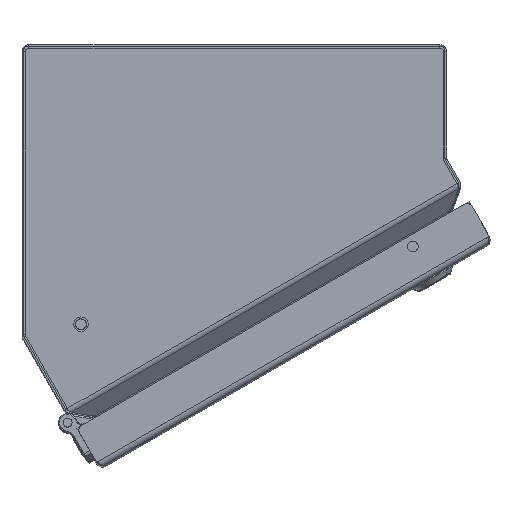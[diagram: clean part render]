
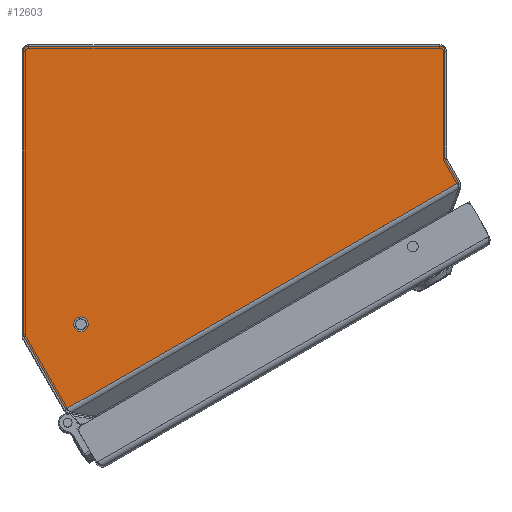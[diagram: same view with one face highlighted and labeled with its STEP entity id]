
A CAD part, top view. The second image highlights one B-rep face of the part: STEP entity #12603.
In plain terms, the highlighted planar face has unit normal (0, 0, 1).
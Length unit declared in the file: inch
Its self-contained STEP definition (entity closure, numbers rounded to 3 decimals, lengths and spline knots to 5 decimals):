
#643 = VERTEX_POINT ( 'NONE', #4876 ) ;
#2792 = VECTOR ( 'NONE', #65220, 39.37008 ) ;
#3337 = ORIENTED_EDGE ( 'NONE', *, *, #70465, .T. ) ;
#3536 = LINE ( 'NONE', #27774, #54999 ) ;
#4876 = CARTESIAN_POINT ( 'NONE',  ( -3.69095, -3.08615, 8. ) ) ;
#4928 = AXIS2_PLACEMENT_3D ( 'NONE', #77607, #21336, #57120 ) ;
#5279 = DIRECTION ( 'NONE',  ( -0.866, -0.5, 0. ) ) ;
#5969 = VERTEX_POINT ( 'NONE', #75579 ) ;
#6581 = EDGE_CURVE ( 'NONE', #31278, #65008, #75334, .T. ) ;
#7517 = LINE ( 'NONE', #32575, #63388 ) ;
#8412 = EDGE_CURVE ( 'NONE', #16098, #36411, #52778, .T. ) ;
#8742 = CARTESIAN_POINT ( 'NONE',  ( -0.00001, 0., 8. ) ) ;
#8763 = DIRECTION ( 'NONE',  ( -1., 0., 0. ) ) ;
#9001 = EDGE_LOOP ( 'NONE', ( #55486, #51396 ) ) ;
#10520 = CARTESIAN_POINT ( 'NONE',  ( -2.68915, -2.8974, 8. ) ) ;
#10931 = EDGE_CURVE ( 'NONE', #24593, #16098, #36529, .T. ) ;
#11244 = EDGE_LOOP ( 'NONE', ( #14228, #32717, #64923, #3337, #33100, #76834, #66617, #77918, #25537, #45881, #51456, #75790 ) ) ;
#12603 = ADVANCED_FACE ( 'NONE', ( #72018, #15676 ), #71189, .T. ) ;
#14228 = ORIENTED_EDGE ( 'NONE', *, *, #68182, .F. ) ;
#15279 = AXIS2_PLACEMENT_3D ( 'NONE', #8742, #76917, #77317 ) ;
#15676 = FACE_OUTER_BOUND ( 'NONE', #11244, .T. ) ;
#16098 = VERTEX_POINT ( 'NONE', #69925 ) ;
#16722 = VECTOR ( 'NONE', #45813, 39.37008 ) ;
#16993 = CARTESIAN_POINT ( 'NONE',  ( -2.95015, -4.38532, 8. ) ) ;
#17546 = CARTESIAN_POINT ( 'NONE',  ( 3.75095, 0.00803, 8. ) ) ;
#17697 = CARTESIAN_POINT ( 'NONE',  ( -2.95015, -4.38532, 8. ) ) ;
#18113 = CARTESIAN_POINT ( 'NONE',  ( 3.69095, 1.91, 8. ) ) ;
#18217 = EDGE_CURVE ( 'NONE', #60105, #44859, #7517, .T. ) ;
#19748 = DIRECTION ( 'NONE',  ( 0., 0., 1. ) ) ;
#20177 = CARTESIAN_POINT ( 'NONE',  ( -3.6789, -3.1231, 8. ) ) ;
#21336 = DIRECTION ( 'NONE',  ( 0., 0., 1. ) ) ;
#21962 = CARTESIAN_POINT ( 'NONE',  ( 3.69095, 0.00803, 8. ) ) ;
#23860 = LINE ( 'NONE', #17697, #77811 ) ;
#24213 = VECTOR ( 'NONE', #25332, 39.37008 ) ;
#24593 = VERTEX_POINT ( 'NONE', #38299 ) ;
#24757 = CARTESIAN_POINT ( 'NONE',  ( -2.78565, -2.8974, 8. ) ) ;
#25332 = DIRECTION ( 'NONE',  ( -0.866, -0.5, 0. ) ) ;
#25537 = ORIENTED_EDGE ( 'NONE', *, *, #53957, .F. ) ;
#26304 = CARTESIAN_POINT ( 'NONE',  ( -3.68291, -3.11615, 8. ) ) ;
#27385 = CARTESIAN_POINT ( 'NONE',  ( 3.69899, -0.02197, 8. ) ) ;
#27774 = CARTESIAN_POINT ( 'NONE',  ( -3.69095, 1.91, 8. ) ) ;
#28726 = EDGE_CURVE ( 'NONE', #44859, #66162, #73082, .T. ) ;
#28771 = CARTESIAN_POINT ( 'NONE',  ( -3.6789, -3.1231, 8. ) ) ;
#29718 = DIRECTION ( 'NONE',  ( 0., 0., -1. ) ) ;
#31278 = VERTEX_POINT ( 'NONE', #24757 ) ;
#32575 = CARTESIAN_POINT ( 'NONE',  ( 3.703, -0.02892, 8. ) ) ;
#32717 = ORIENTED_EDGE ( 'NONE', *, *, #80960, .T. ) ;
#32991 = CARTESIAN_POINT ( 'NONE',  ( -3.63095, 1.97, 8. ) ) ;
#33077 = LINE ( 'NONE', #58112, #65929 ) ;
#33100 = ORIENTED_EDGE ( 'NONE', *, *, #38378, .F. ) ;
#33300 = CARTESIAN_POINT ( 'NONE',  ( 3.63095, 1.97, 8. ) ) ;
#35166 = CARTESIAN_POINT ( 'NONE',  ( -2.59265, -2.8974, 8. ) ) ;
#36323 = CARTESIAN_POINT ( 'NONE',  ( -2.68915, -2.8974, 8. ) ) ;
#36411 = VERTEX_POINT ( 'NONE', #18113 ) ;
#36517 = CARTESIAN_POINT ( 'NONE',  ( 3.92609, -0.41532, 8. ) ) ;
#36529 = CIRCLE ( 'NONE', #46956, 0.06 ) ;
#36867 = CARTESIAN_POINT ( 'NONE',  ( 3.703, -0.02892, 8. ) ) ;
#38017 = AXIS2_PLACEMENT_3D ( 'NONE', #36323, #29718, #54783 ) ;
#38299 = CARTESIAN_POINT ( 'NONE',  ( 3.69899, -0.02197, 8. ) ) ;
#38378 = EDGE_CURVE ( 'NONE', #59686, #50320, #61647, .T. ) ;
#40387 = CARTESIAN_POINT ( 'NONE',  ( -3.63095, -3.08615, 8. ) ) ;
#42592 = CIRCLE ( 'NONE', #60980, 0.06 ) ;
#42769 = DIRECTION ( 'NONE',  ( -0.5, 0.866, 0. ) ) ;
#44859 = VERTEX_POINT ( 'NONE', #54745 ) ;
#45423 = AXIS2_PLACEMENT_3D ( 'NONE', #40387, #46918, #8763 ) ;
#45813 = DIRECTION ( 'NONE',  ( 0., 1., 0. ) ) ;
#45881 = ORIENTED_EDGE ( 'NONE', *, *, #10931, .T. ) ;
#46918 = DIRECTION ( 'NONE',  ( 0., 0., 1. ) ) ;
#46956 = AXIS2_PLACEMENT_3D ( 'NONE', #17546, #61561, #5279 ) ;
#50320 = VERTEX_POINT ( 'NONE', #26304 ) ;
#50543 = VERTEX_POINT ( 'NONE', #33300 ) ;
#51396 = ORIENTED_EDGE ( 'NONE', *, *, #6581, .T. ) ;
#51456 = ORIENTED_EDGE ( 'NONE', *, *, #8412, .T. ) ;
#51731 = CARTESIAN_POINT ( 'NONE',  ( -3.63095, 1.91, 8. ) ) ;
#52778 = LINE ( 'NONE', #21962, #16722 ) ;
#53957 = EDGE_CURVE ( 'NONE', #24593, #60105, #71788, .T. ) ;
#54057 = DIRECTION ( 'NONE',  ( 0., -1., 0. ) ) ;
#54745 = CARTESIAN_POINT ( 'NONE',  ( 3.92609, -0.41532, 8. ) ) ;
#54783 = DIRECTION ( 'NONE',  ( 1., 0., 0. ) ) ;
#54999 = VECTOR ( 'NONE', #54057, 39.37008 ) ;
#55261 = DIRECTION ( 'NONE',  ( -1., 0., 0. ) ) ;
#55486 = ORIENTED_EDGE ( 'NONE', *, *, #66314, .T. ) ;
#55655 = DIRECTION ( 'NONE',  ( 0., 0., -1. ) ) ;
#57120 = DIRECTION ( 'NONE',  ( 1., 0., 0. ) ) ;
#57556 = EDGE_CURVE ( 'NONE', #66162, #59686, #23860, .T. ) ;
#57616 = DIRECTION ( 'NONE',  ( 0.5, -0.866, 0. ) ) ;
#58112 = CARTESIAN_POINT ( 'NONE',  ( -3.63095, 1.97, 8. ) ) ;
#59686 = VERTEX_POINT ( 'NONE', #20177 ) ;
#60105 = VERTEX_POINT ( 'NONE', #36867 ) ;
#60566 = VERTEX_POINT ( 'NONE', #32991 ) ;
#60980 = AXIS2_PLACEMENT_3D ( 'NONE', #51731, #19748, #70697 ) ;
#61561 = DIRECTION ( 'NONE',  ( 0., 0., -1. ) ) ;
#61647 = LINE ( 'NONE', #28771, #81176 ) ;
#63388 = VECTOR ( 'NONE', #57616, 39.37008 ) ;
#63502 = EDGE_CURVE ( 'NONE', #36411, #50543, #69218, .T. ) ;
#63535 = AXIS2_PLACEMENT_3D ( 'NONE', #10520, #55655, #55261 ) ;
#64923 = ORIENTED_EDGE ( 'NONE', *, *, #65872, .T. ) ;
#65008 = VERTEX_POINT ( 'NONE', #35166 ) ;
#65220 = DIRECTION ( 'NONE',  ( 0.5, -0.866, 0. ) ) ;
#65872 = EDGE_CURVE ( 'NONE', #5969, #643, #3536, .T. ) ;
#65929 = VECTOR ( 'NONE', #69673, 39.37008 ) ;
#66162 = VERTEX_POINT ( 'NONE', #16993 ) ;
#66314 = EDGE_CURVE ( 'NONE', #65008, #31278, #73450, .T. ) ;
#66617 = ORIENTED_EDGE ( 'NONE', *, *, #28726, .F. ) ;
#68182 = EDGE_CURVE ( 'NONE', #60566, #50543, #33077, .T. ) ;
#69218 = CIRCLE ( 'NONE', #4928, 0.06 ) ;
#69673 = DIRECTION ( 'NONE',  ( 1., 0., 0. ) ) ;
#69925 = CARTESIAN_POINT ( 'NONE',  ( 3.69095, 0.00803, 8. ) ) ;
#70465 = EDGE_CURVE ( 'NONE', #643, #50320, #79544, .T. ) ;
#70697 = DIRECTION ( 'NONE',  ( 0., 1., 0. ) ) ;
#71189 = PLANE ( 'NONE',  #15279 ) ;
#71788 = LINE ( 'NONE', #27385, #2792 ) ;
#72018 = FACE_BOUND ( 'NONE', #9001, .T. ) ;
#73082 = LINE ( 'NONE', #36517, #24213 ) ;
#73450 = CIRCLE ( 'NONE', #38017, 0.0965 ) ;
#75334 = CIRCLE ( 'NONE', #63535, 0.0965 ) ;
#75579 = CARTESIAN_POINT ( 'NONE',  ( -3.69095, 1.91, 8. ) ) ;
#75790 = ORIENTED_EDGE ( 'NONE', *, *, #63502, .T. ) ;
#76834 = ORIENTED_EDGE ( 'NONE', *, *, #57556, .F. ) ;
#76917 = DIRECTION ( 'NONE',  ( 0., 0., 1. ) ) ;
#77317 = DIRECTION ( 'NONE',  ( 1., 0., 0. ) ) ;
#77607 = CARTESIAN_POINT ( 'NONE',  ( 3.63095, 1.91, 8. ) ) ;
#77811 = VECTOR ( 'NONE', #42769, 39.37008 ) ;
#77918 = ORIENTED_EDGE ( 'NONE', *, *, #18217, .F. ) ;
#78839 = DIRECTION ( 'NONE',  ( -0.5, 0.866, 0. ) ) ;
#79544 = CIRCLE ( 'NONE', #45423, 0.06 ) ;
#80960 = EDGE_CURVE ( 'NONE', #60566, #5969, #42592, .T. ) ;
#81176 = VECTOR ( 'NONE', #78839, 39.37008 ) ;
